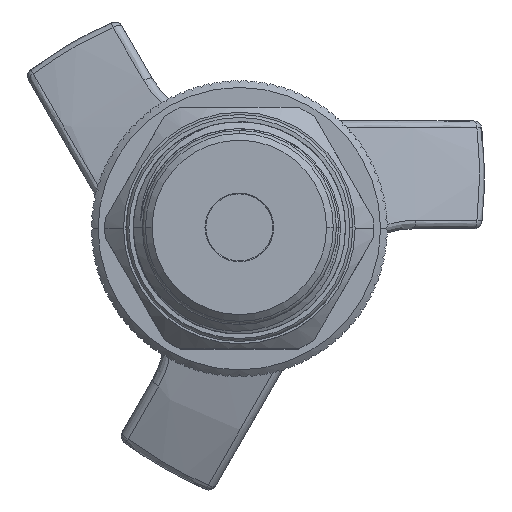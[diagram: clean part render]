
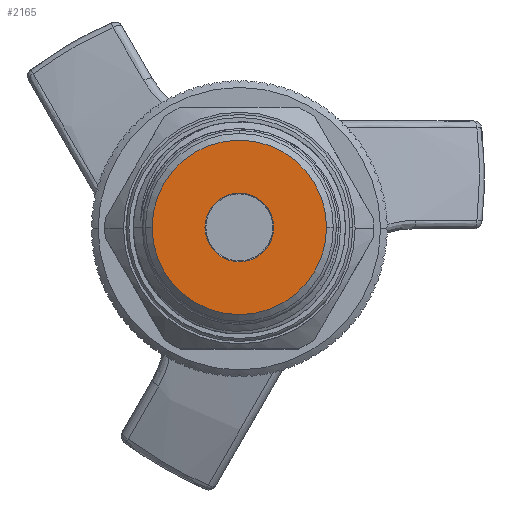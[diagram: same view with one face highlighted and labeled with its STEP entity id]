
A CAD part, top view. The second image highlights one B-rep face of the part: STEP entity #2165.
In plain terms, the highlighted planar face has unit normal (0, 0, 1).
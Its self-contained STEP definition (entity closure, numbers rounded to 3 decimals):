
#2165 = ADVANCED_FACE ( 'NONE', ( #16239, #16243 ), #20657, .F. ) ;
#4485 = EDGE_LOOP ( 'NONE', ( #14300, #14210 ) ) ;
#8069 = EDGE_CURVE ( 'NONE', #8843, #8896, #16814, .T. ) ;
#8826 = VERTEX_POINT ( 'NONE', #23458 ) ;
#8843 = VERTEX_POINT ( 'NONE', #23471 ) ;
#8869 = VERTEX_POINT ( 'NONE', #23488 ) ;
#8896 = VERTEX_POINT ( 'NONE', #23507 ) ;
#12625 = EDGE_CURVE ( 'NONE', #8869, #8826, #24842, .T. ) ;
#12697 = EDGE_CURVE ( 'NONE', #8826, #8869, #24898, .T. ) ;
#12704 = EDGE_CURVE ( 'NONE', #8896, #8843, #24903, .T. ) ;
#14210 = ORIENTED_EDGE ( 'NONE', *, *, #8069, .F. ) ;
#14292 = ORIENTED_EDGE ( 'NONE', *, *, #12625, .T. ) ;
#14294 = ORIENTED_EDGE ( 'NONE', *, *, #12697, .T. ) ;
#14300 = ORIENTED_EDGE ( 'NONE', *, *, #12704, .F. ) ;
#15955 = EDGE_LOOP ( 'NONE', ( #14294, #14292 ) ) ;
#16239 = FACE_OUTER_BOUND ( 'NONE', #4485, .T. ) ;
#16243 = FACE_BOUND ( 'NONE', #15955, .T. ) ;
#16814 = CIRCLE ( 'NONE', #19998, 10.315 ) ;
#19807 = AXIS2_PLACEMENT_3D ( 'NONE', #20653, #20662, #20664 ) ;
#19998 = AXIS2_PLACEMENT_3D ( 'NONE', #23420, #23421, #23422 ) ;
#20063 = AXIS2_PLACEMENT_3D ( 'NONE', #24198, #24199, #24200 ) ;
#20090 = AXIS2_PLACEMENT_3D ( 'NONE', #24434, #24435, #24436 ) ;
#20095 = AXIS2_PLACEMENT_3D ( 'NONE', #24460, #24461, #24462 ) ;
#20653 = CARTESIAN_POINT ( 'NONE',  ( 0., 0., 47.83 ) ) ;
#20657 = PLANE ( 'NONE',  #19807 ) ;
#20662 = DIRECTION ( 'NONE',  ( 0., 0., -1. ) ) ;
#20664 = DIRECTION ( 'NONE',  ( -1., 0., 0. ) ) ;
#23420 = CARTESIAN_POINT ( 'NONE',  ( 0., 0., 47.83 ) ) ;
#23421 = DIRECTION ( 'NONE',  ( 0., 0., -1. ) ) ;
#23422 = DIRECTION ( 'NONE',  ( -1., 0., 0. ) ) ;
#23458 = CARTESIAN_POINT ( 'NONE',  ( 4.065, 0., 47.83 ) ) ;
#23471 = CARTESIAN_POINT ( 'NONE',  ( 10.315, 0., 47.83 ) ) ;
#23488 = CARTESIAN_POINT ( 'NONE',  ( -4.065, 0., 47.83 ) ) ;
#23507 = CARTESIAN_POINT ( 'NONE',  ( -10.315, 0., 47.83 ) ) ;
#24198 = CARTESIAN_POINT ( 'NONE',  ( 0., 0., 47.83 ) ) ;
#24199 = DIRECTION ( 'NONE',  ( 0., 0., -1. ) ) ;
#24200 = DIRECTION ( 'NONE',  ( -1., 0., 0. ) ) ;
#24434 = CARTESIAN_POINT ( 'NONE',  ( 0., 0., 47.83 ) ) ;
#24435 = DIRECTION ( 'NONE',  ( 0., 0., -1. ) ) ;
#24436 = DIRECTION ( 'NONE',  ( -1., 0., 0. ) ) ;
#24460 = CARTESIAN_POINT ( 'NONE',  ( 0., 0., 47.83 ) ) ;
#24461 = DIRECTION ( 'NONE',  ( 0., 0., -1. ) ) ;
#24462 = DIRECTION ( 'NONE',  ( -1., 0., 0. ) ) ;
#24842 = CIRCLE ( 'NONE', #20063, 4.065 ) ;
#24898 = CIRCLE ( 'NONE', #20090, 4.065 ) ;
#24903 = CIRCLE ( 'NONE', #20095, 10.315 ) ;
